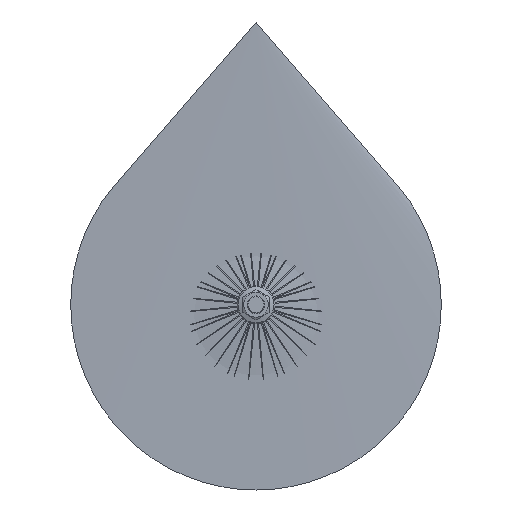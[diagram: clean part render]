
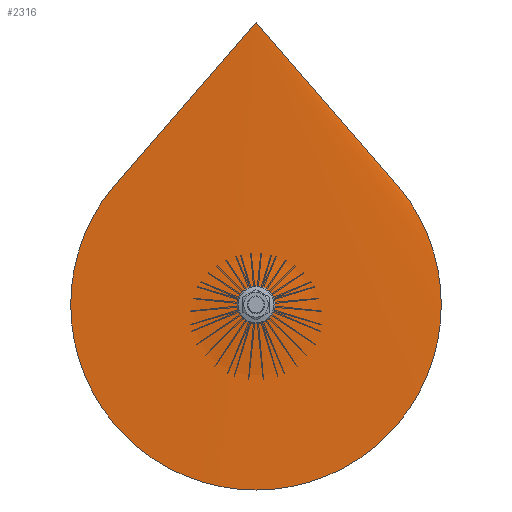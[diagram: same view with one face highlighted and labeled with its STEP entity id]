
A CAD part, left-side view. The second image highlights one B-rep face of the part: STEP entity #2316.
In plain terms, the highlighted toroidal (fillet/blend) face has major radius 96.521 mm and minor radius 779.355 mm.
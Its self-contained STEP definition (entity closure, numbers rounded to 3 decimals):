
#613 = TOROIDAL_SURFACE ( 'NONE', #999, -96.521, 779.355 ) ;
#720 = CARTESIAN_POINT ( 'NONE',  ( -719.355, 0., 0.8 ) ) ;
#817 = CARTESIAN_POINT ( 'NONE',  ( 53.117, 0., 0.8 ) ) ;
#844 = FACE_OUTER_BOUND ( 'NONE', #986, .T. ) ;
#906 = EDGE_CURVE ( 'NONE', #2295, #2295, #1274, .T. ) ;
#923 = DIRECTION ( 'NONE',  ( 0., 0., 1. ) ) ;
#986 = EDGE_LOOP ( 'NONE', ( #1756 ) ) ;
#999 = AXIS2_PLACEMENT_3D ( 'NONE', #720, #1289, #923 ) ;
#1024 = DIRECTION ( 'NONE',  ( 0., 0., 1. ) ) ;
#1146 = CARTESIAN_POINT ( 'NONE',  ( 53.117, 0., 7.633 ) ) ;
#1262 = AXIS2_PLACEMENT_3D ( 'NONE', #817, #2112, #1024 ) ;
#1274 = CIRCLE ( 'NONE', #1262, 6.833 ) ;
#1289 = DIRECTION ( 'NONE',  ( -1., 0., 0. ) ) ;
#1756 = ORIENTED_EDGE ( 'NONE', *, *, #906, .F. ) ;
#2112 = DIRECTION ( 'NONE',  ( -1., 0., 0. ) ) ;
#2295 = VERTEX_POINT ( 'NONE', #1146 ) ;
#2316 = ADVANCED_FACE ( 'NONE', ( #844 ), #613, .T. ) ;
